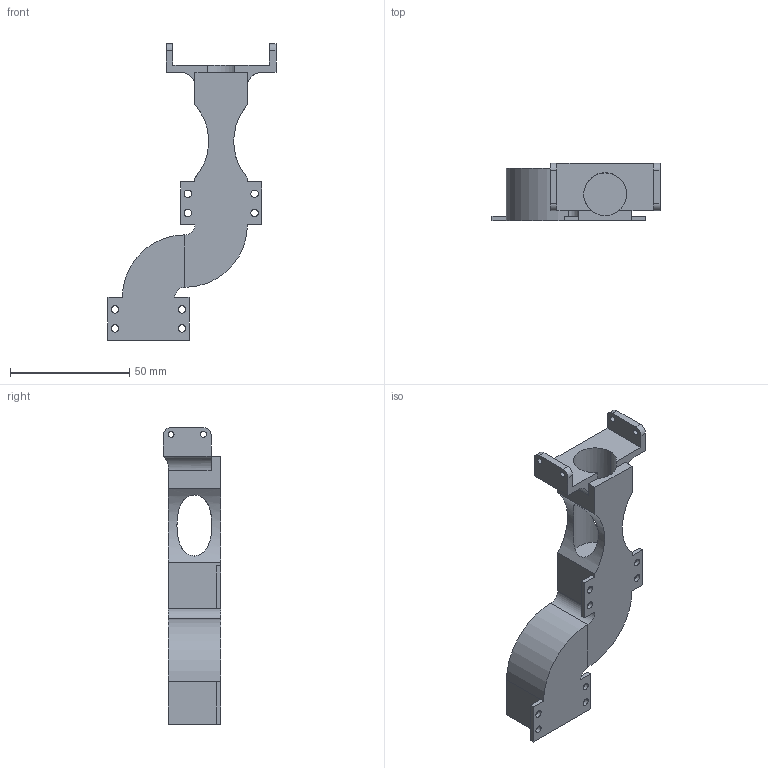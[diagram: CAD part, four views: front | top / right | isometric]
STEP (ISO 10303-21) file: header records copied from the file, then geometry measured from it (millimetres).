
FILE_DESCRIPTION (( 'STEP AP214' ), '1' );
FILE_NAME ('ammoTunnel.STEP', '2024-04-19T16:25:51', ( '' ), ( '' ), 'SwSTEP 2.0', 'SolidWorks 2022', '' );
FILE_SCHEMA (( 'AUTOMOTIVE_DESIGN' ));
Length unit declared in the file: millimetre
Products named in the file (1): ammoTunnel
Bounding box: 70.5 x 24 x 124.5 mm (x, y, z)
Volume: 29780.3 mm3; surface area: 21287 mm2
Topology: 1 solids, 1 shells, 90 faces, 252 edges, 162 vertices
Faces by surface type: cylinder 44, plane 42, torus 4
Entity records: 3228 total; most frequent: CARTESIAN_POINT 757, DIRECTION 518, ORIENTED_EDGE 504, EDGE_CURVE 252, AXIS2_PLACEMENT_3D 185, VERTEX_POINT 162, LINE 148, VECTOR 148
